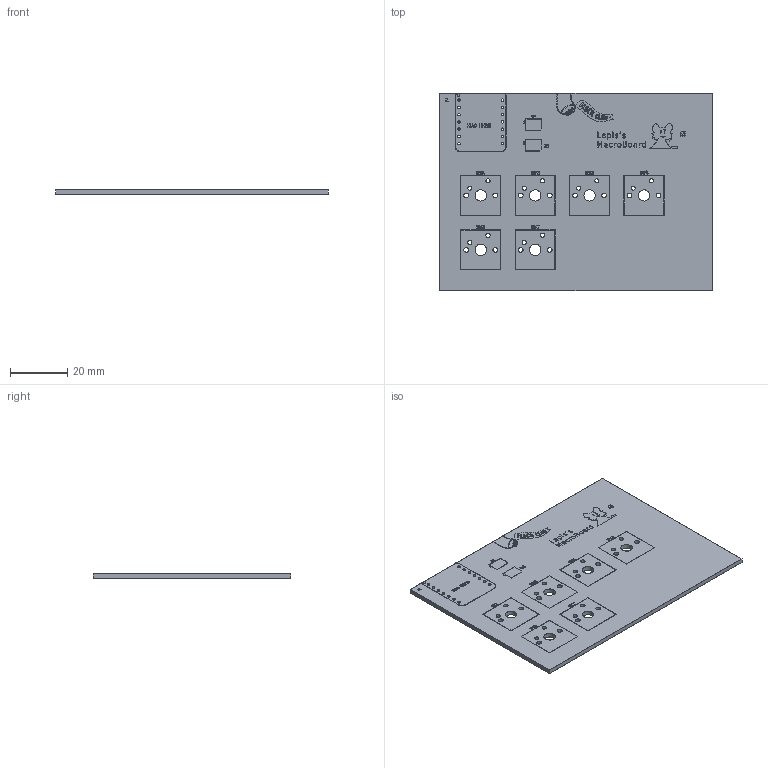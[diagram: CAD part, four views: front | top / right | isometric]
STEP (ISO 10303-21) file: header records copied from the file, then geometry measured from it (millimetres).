
FILE_DESCRIPTION(('KiCad electronic assembly'),'2;1');
FILE_NAME('hackpad.step','2025-06-27T11:54:02',('Pcbnew'),('Kicad'), 'Open CASCADE STEP processor 7.8','KiCad to STEP converter','Unknown' );
FILE_SCHEMA(('AUTOMOTIVE_DESIGN { 1 0 10303 214 1 1 1 1 }'));
Length unit declared in the file: millimetre
Products named in the file (4): hackpad 1; hackpad_silkscreen; hackpad_soldermask; hackpad_PCB
Assembly tree (3 placements, depth 2):
  hackpad 1
    hackpad_silkscreen
    hackpad_soldermask
    hackpad_PCB
Bounding box: 95.25 x 69.06 x 1.64 mm (x, y, z)
Volume: 9732.1 mm3; surface area: 26798 mm2
Topology: 1 solids, 76 shells, 125 faces, 2449 edges, 2401 vertices
Faces by surface type: plane 81, cylinder 44
Full cylindrical faces by diameter (mm): 0.889 x14, 1.5 x12, 1.7 x12, 4 x6
Entity records: 22493 total; most frequent: CARTESIAN_POINT 4979, DIRECTION 3216, ORIENTED_EDGE 2593, EDGE_CURVE 2449, VERTEX_POINT 2401, LINE 1940, VECTOR 1940, AXIS2_PLACEMENT_3D 638
